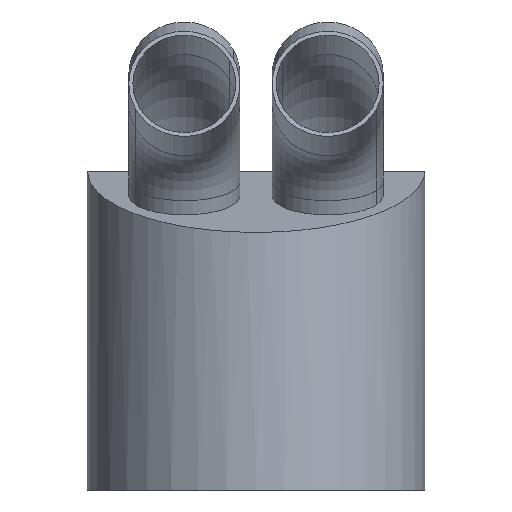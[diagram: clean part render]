
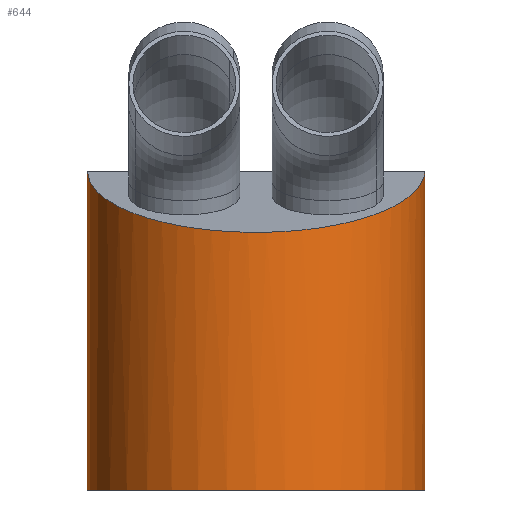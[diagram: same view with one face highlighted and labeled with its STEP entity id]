
A CAD part, front view. The second image highlights one B-rep face of the part: STEP entity #644.
In plain terms, the highlighted cylindrical face has radius 41 mm (diameter 82 mm), a partial arc.
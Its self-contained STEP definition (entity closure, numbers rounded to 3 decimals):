
#465=CARTESIAN_POINT('Vertex',(40.999,-0.342,77.374)) ;
#467=CARTESIAN_POINT('Vertex',(-40.999,-0.342,77.374)) ;
#471=CARTESIAN_POINT('Control Point',(-40.999,-0.342,77.374)) ;
#472=CARTESIAN_POINT('Control Point',(-40.971,-3.675,76.161)) ;
#473=CARTESIAN_POINT('Control Point',(-40.604,-7.004,74.949)) ;
#474=CARTESIAN_POINT('Control Point',(-39.9,-10.292,73.752)) ;
#475=CARTESIAN_POINT('Control Point',(-37.977,-16.223,71.594)) ;
#476=CARTESIAN_POINT('Control Point',(-34.952,-21.723,69.592)) ;
#477=CARTESIAN_POINT('Control Point',(-33.334,-24.135,68.714)) ;
#478=CARTESIAN_POINT('Control Point',(-29.741,-28.584,67.094)) ;
#479=CARTESIAN_POINT('Control Point',(-25.386,-32.382,65.712)) ;
#480=CARTESIAN_POINT('Control Point',(-23.083,-34.064,65.1)) ;
#481=CARTESIAN_POINT('Control Point',(-18.267,-36.976,64.04)) ;
#482=CARTESIAN_POINT('Control Point',(-12.98,-39.041,63.288)) ;
#483=CARTESIAN_POINT('Control Point',(-10.292,-39.835,62.999)) ;
#484=CARTESIAN_POINT('Control Point',(-4.828,-40.952,62.593)) ;
#485=CARTESIAN_POINT('Control Point',(0.76,-41.134,62.527)) ;
#486=CARTESIAN_POINT('Control Point',(3.537,-40.988,62.58)) ;
#487=CARTESIAN_POINT('Control Point',(9.269,-40.198,62.867)) ;
#488=CARTESIAN_POINT('Control Point',(14.753,-38.429,63.511)) ;
#489=CARTESIAN_POINT('Control Point',(17.505,-37.254,63.939)) ;
#490=CARTESIAN_POINT('Control Point',(22.285,-34.679,64.876)) ;
#491=CARTESIAN_POINT('Control Point',(26.536,-31.395,66.071)) ;
#492=CARTESIAN_POINT('Control Point',(28.337,-29.778,66.66)) ;
#493=CARTESIAN_POINT('Control Point',(32.172,-25.789,68.112)) ;
#494=CARTESIAN_POINT('Control Point',(35.264,-21.255,69.762)) ;
#495=CARTESIAN_POINT('Control Point',(36.756,-18.55,70.747)) ;
#496=CARTESIAN_POINT('Control Point',(39.01,-13.377,72.629)) ;
#497=CARTESIAN_POINT('Control Point',(40.346,-7.936,74.61)) ;
#498=CARTESIAN_POINT('Control Point',(40.76,-5.418,75.526)) ;
#499=CARTESIAN_POINT('Control Point',(40.977,-2.881,76.45)) ;
#500=CARTESIAN_POINT('Control Point',(40.999,-0.342,77.374)) ;
#569=CARTESIAN_POINT('Control Point',(41.,0.,77.469)) ;
#570=CARTESIAN_POINT('Control Point',(41.,-0.12,77.473)) ;
#571=CARTESIAN_POINT('Control Point',(40.999,-0.241,77.439)) ;
#572=CARTESIAN_POINT('Control Point',(40.999,-0.342,77.374)) ;
#573=CARTESIAN_POINT('Vertex',(41.,0.,77.469)) ;
#594=CARTESIAN_POINT('Vertex',(-41.,0.,77.469)) ;
#598=CARTESIAN_POINT('Control Point',(-41.,0.,77.469)) ;
#599=CARTESIAN_POINT('Control Point',(-41.,-0.12,77.473)) ;
#600=CARTESIAN_POINT('Control Point',(-40.999,-0.241,77.439)) ;
#601=CARTESIAN_POINT('Control Point',(-40.999,-0.342,77.374)) ;
#612=CARTESIAN_POINT('Axis2P3D Location',(0.,0.,70.5)) ;
#617=CARTESIAN_POINT('Axis2P3D Location',(0.,0.,0.)) ;
#621=CARTESIAN_POINT('Vertex',(-41.,0.,0.)) ;
#623=CARTESIAN_POINT('Vertex',(41.,0.,0.)) ;
#626=CARTESIAN_POINT('Line Origine',(41.,0.,70.5)) ;
#631=CARTESIAN_POINT('Line Origine',(-41.,0.,70.5)) ;
#613=DIRECTION('Axis2P3D Direction',(0.,0.,-1.)) ;
#614=DIRECTION('Axis2P3D XDirection',(1.,0.,0.)) ;
#618=DIRECTION('Axis2P3D Direction',(0.,0.,-1.)) ;
#627=DIRECTION('Vector Direction',(0.,0.,-1.)) ;
#632=DIRECTION('Vector Direction',(0.,0.,-1.)) ;
#615=AXIS2_PLACEMENT_3D('Cylinder Axis2P3D',#612,#613,#614) ;
#619=AXIS2_PLACEMENT_3D('Circle Axis2P3D',#617,#618,$) ;
#637=ORIENTED_EDGE('',*,*,#625,.T.) ;
#638=ORIENTED_EDGE('',*,*,#630,.T.) ;
#639=ORIENTED_EDGE('',*,*,#575,.T.) ;
#640=ORIENTED_EDGE('',*,*,#501,.F.) ;
#641=ORIENTED_EDGE('',*,*,#602,.F.) ;
#642=ORIENTED_EDGE('',*,*,#635,.F.) ;
#628=VECTOR('Line Direction',#627,1.) ;
#633=VECTOR('Line Direction',#632,1.) ;
#644=ADVANCED_FACE('PartBody',(#643),#616,.T.) ;
#470=B_SPLINE_CURVE_WITH_KNOTS('',5,(#471,#472,#473,#474,#475,#476,#477,#478,#479,#480,#481,#482,#483,#484,#485,#486,#487,#488,#489,#490,#491,#492,#493,#494,#495,#496,#497,#498,#499,#500),.UNSPECIFIED.,.F.,.U.,(6,3,3,3,3,3,3,3,3,6),(0.,25.077,46.428,66.94,86.759,106.319,127.565,145.116,167.914,187.018),.UNSPECIFIED.) ;
#568=B_SPLINE_CURVE_WITH_KNOTS('',3,(#569,#570,#571,#572),.UNSPECIFIED.,.F.,.U.,(4,4),(0.,0.51),.UNSPECIFIED.) ;
#597=B_SPLINE_CURVE_WITH_KNOTS('',3,(#598,#599,#600,#601),.UNSPECIFIED.,.F.,.U.,(4,4),(0.,0.51),.UNSPECIFIED.) ;
#620=CIRCLE('generated circle',#619,41.) ;
#616=CYLINDRICAL_SURFACE('generated cylinder',#615,41.) ;
#501=EDGE_CURVE('',#468,#466,#470,.T.) ;
#575=EDGE_CURVE('',#574,#466,#568,.T.) ;
#602=EDGE_CURVE('',#595,#468,#597,.T.) ;
#625=EDGE_CURVE('',#622,#624,#620,.F.) ;
#630=EDGE_CURVE('',#624,#574,#629,.F.) ;
#635=EDGE_CURVE('',#622,#595,#634,.F.) ;
#636=EDGE_LOOP('',(#637,#638,#639,#640,#641,#642)) ;
#643=FACE_OUTER_BOUND('',#636,.T.) ;
#629=LINE('Line',#626,#628) ;
#634=LINE('Line',#631,#633) ;
#466=VERTEX_POINT('',#465) ;
#468=VERTEX_POINT('',#467) ;
#574=VERTEX_POINT('',#573) ;
#595=VERTEX_POINT('',#594) ;
#622=VERTEX_POINT('',#621) ;
#624=VERTEX_POINT('',#623) ;
